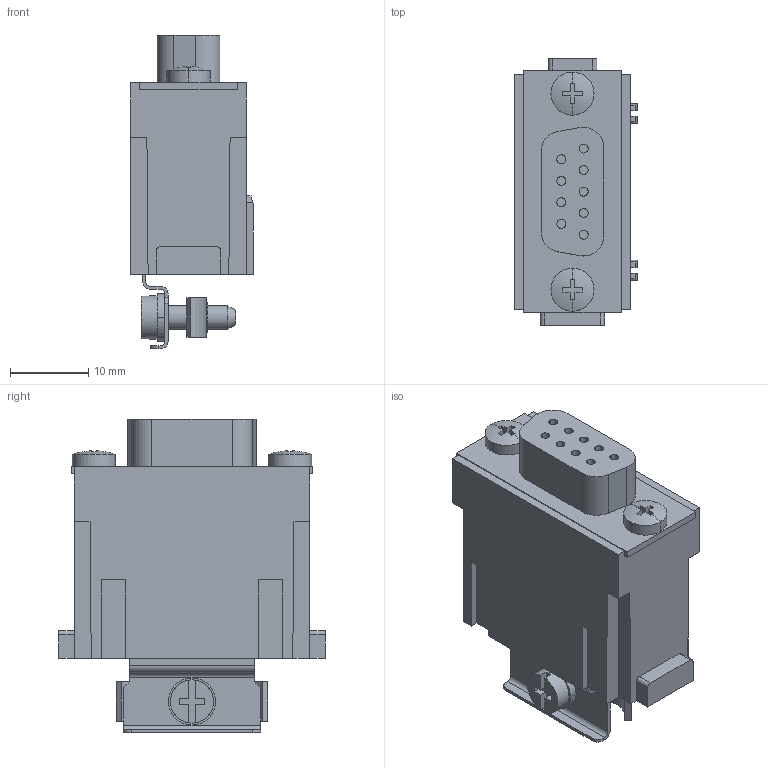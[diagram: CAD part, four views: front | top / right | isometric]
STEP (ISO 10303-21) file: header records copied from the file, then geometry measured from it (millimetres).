
FILE_DESCRIPTION(('Creo Elements/Direct Modeling STEP Export'),'2;1');
FILE_NAME('0lndrr04d35k96r344','2017-10-06T11:17:09',(''),(''),'PTC Creo Elements/Direct Modeling STEP processor for AP214 (Solid Model)','PTC Creo Elements/Direct Modeling 19.0B 21-Mar-2015 (C) Parametric Technology GmbH','');
FILE_SCHEMA(('AUTOMOTIVE_DESIGN { 1 0 10303 214 1 1 1 1 }'));
Length unit declared in the file: millimetre
Products named in the file (2): CX_01_9VTF
Assembly tree (1 placements, depth 2):
  CX_01_9VTF
    CX_01_9VTF
Bounding box: 15.6 x 34 x 40 mm (x, y, z)
Volume: 11664.2 mm3; surface area: 4491.8 mm2
Topology: 1 solids, 1 shells, 202 faces, 549 edges, 367 vertices
Faces by surface type: plane 144, cylinder 52, torus 4, cone 2
Entity records: 8031 total; most frequent: CARTESIAN_POINT 1394, ORIENTED_EDGE 1098, DIRECTION 940, EDGE_CURVE 549, VECTOR 386, LINE 386, VERTEX_POINT 367, AXIS2_PLACEMENT_3D 277
